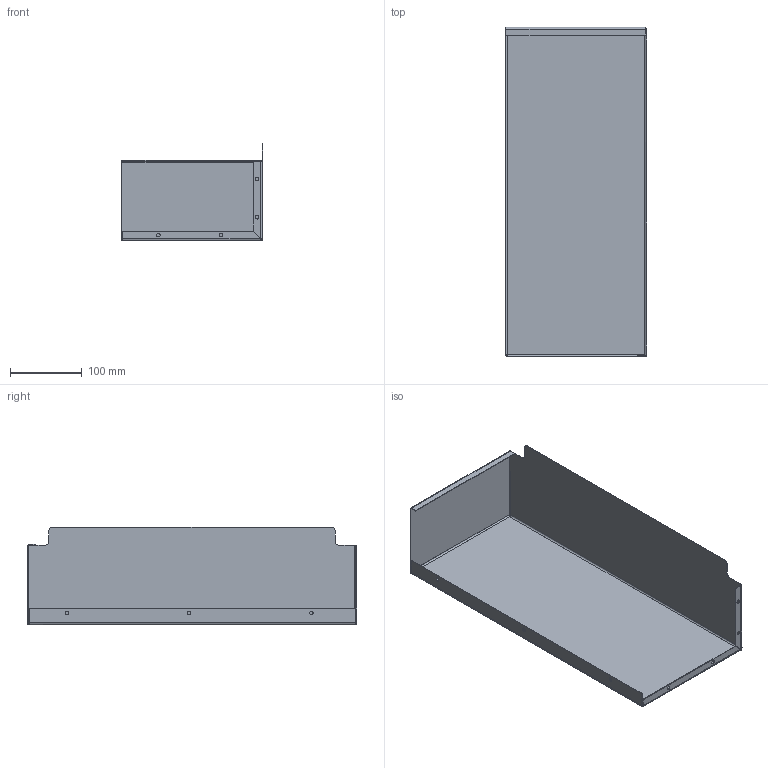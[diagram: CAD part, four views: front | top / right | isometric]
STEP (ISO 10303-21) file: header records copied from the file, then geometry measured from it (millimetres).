
FILE_DESCRIPTION (( 'STEP AP203' ), '1' );
FILE_NAME ('CAJA CONEXIONES ACH-40L-2019 MOD2020.STEP', '2020-11-13T19:24:51', ( '' ), ( '' ), 'SwSTEP 2.0', 'SolidWorks 2013', '' );
FILE_SCHEMA (( 'CONFIG_CONTROL_DESIGN' ));
Length unit declared in the file: millimetre
Products named in the file (1): CAJA CONEXIONES ACH-40L-2019 MOD2020
Bounding box: 196.8 x 457.81 x 135.9 mm (x, y, z)
Volume: 166857 mm3; surface area: 372598.9 mm2
Topology: 1 solids, 1 shells, 79 faces, 184 edges, 107 vertices
Faces by surface type: plane 43, cylinder 30, bspline 6
Entity records: 2672 total; most frequent: CARTESIAN_POINT 789, DIRECTION 369, ORIENTED_EDGE 368, EDGE_CURVE 184, VECTOR 123, AXIS2_PLACEMENT_3D 123, LINE 123, VERTEX_POINT 107
